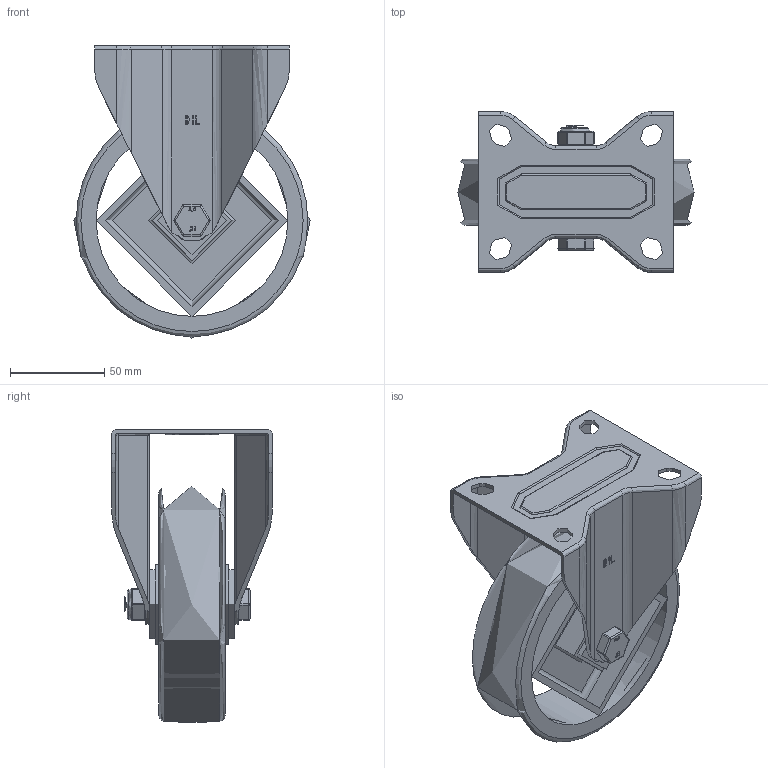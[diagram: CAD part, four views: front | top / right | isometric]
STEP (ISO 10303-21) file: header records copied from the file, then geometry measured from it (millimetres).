
FILE_DESCRIPTION(/* description */ ('','CAx-IF Rec.Pracs.---Representation and Presentation of Product Manufacturing Information (PMI)---4.0---2014-10-13'),/* implementation_level */ '2;1');
FILE_NAME(/* name */ 'BZMMF125ENP.step',/* time_stamp */ '2024-12-18T14:07:08Z',/* author */ (''),/* organization */ (''),/* preprocessor_version */ 'ST-DEVELOPER v20',/* originating_system */ 'Autodesk Translation Framework v13.20.0.188',/* authorisation */ '');
FILE_SCHEMA (('AP242_MANAGED_MODEL_BASED_3D_ENGINEERING_MIM_LF { 1 0 10303 442 1 1 4 }'));
Length unit declared in the file: millimetre
Products named in the file (15): BZMMF125ENP; BZMMF125AS v1; BZMMF125AS; ZINC PLATED, PRESSED STEEL BRACKET; BZH125WENP v1; 82 SHORE A POLYURETHANE TYRE; NYLON RIM; TUBEM15X45 v1; ZINC PLATED, STEEL TUBE; HEXBOLTM10X60Z8.8 v2; GRADE 8.8 ZINC PLATED BOLT; NYLOCM10Z v1; NYLOC NUT; RUBBER; NUT
Assembly tree (14 placements, depth 4):
  BZMMF125ENP
    BZMMF125AS v1
      BZMMF125AS
      ZINC PLATED, PRESSED STEEL BRACKET
    BZH125WENP v1
      82 SHORE A POLYURETHANE TYRE
      NYLON RIM
    TUBEM15X45 v1
      ZINC PLATED, STEEL TUBE
    HEXBOLTM10X60Z8.8 v2
      GRADE 8.8 ZINC PLATED BOLT
    NYLOCM10Z v1
      NYLOC NUT
        RUBBER
        NUT
Bounding box: 125 x 85 x 154.92 mm (x, y, z)
Volume: 341091.6 mm3; surface area: 125920.9 mm2
Topology: 7 solids, 7 shells, 393 faces, 968 edges, 611 vertices
Faces by surface type: cylinder 151, plane 138, bspline 55, torus 29, sphere 18, cone 2
Full cylindrical faces by diameter (mm): 8.141 x19, 9.85 x20, 10 x3, 10.2 x3, 12 x2, 14.95 x1, 15.4 x1, 15.5 x1, 16 x1, 36.5 x2, 42 x2, 91.5 x2, 101.5 x2
Entity records: 18304 total; most frequent: CARTESIAN_POINT 8884, ORIENTED_EDGE 1928, DIRECTION 1805, EDGE_CURVE 964, AXIS2_PLACEMENT_3D 665, VERTEX_POINT 611, LINE 475, VECTOR 475
